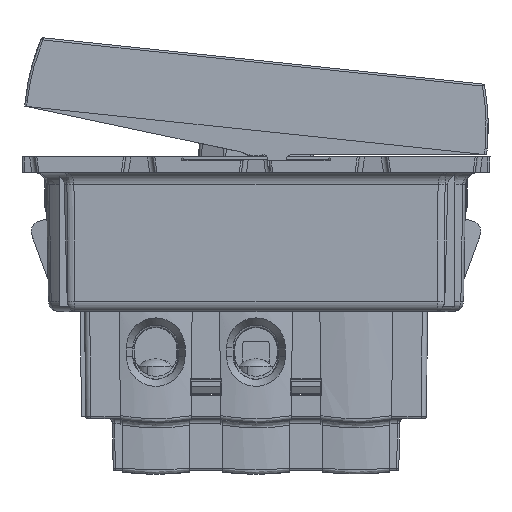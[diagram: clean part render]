
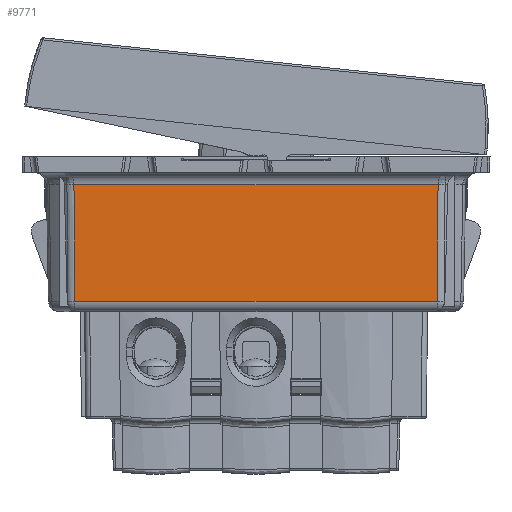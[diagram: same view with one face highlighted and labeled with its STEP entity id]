
A CAD part, left-side view. The second image highlights one B-rep face of the part: STEP entity #9771.
In plain terms, the highlighted planar face has unit normal (-1, 0, -0.018).
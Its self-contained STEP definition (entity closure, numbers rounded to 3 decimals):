
#9742=AXIS2_PLACEMENT_3D('Plane Axis2P3D',#9739,#9740,#9741) ;
#5800=CARTESIAN_POINT('Vertex',(-20.179,17.524,-32.09)) ;
#5803=CARTESIAN_POINT('Line Origine',(-20.179,0.,-32.09)) ;
#5807=CARTESIAN_POINT('Vertex',(-20.179,-17.524,-32.09)) ;
#9739=CARTESIAN_POINT('Axis2P3D Location',(-20.2,0.,-30.911)) ;
#9744=CARTESIAN_POINT('Line Origine',(-19.983,0.,-43.329)) ;
#9748=CARTESIAN_POINT('Vertex',(-19.983,-17.447,-43.329)) ;
#9750=CARTESIAN_POINT('Vertex',(-19.983,17.447,-43.329)) ;
#9754=CARTESIAN_POINT('Control Point',(-19.983,-17.447,-43.329)) ;
#9755=CARTESIAN_POINT('Control Point',(-20.049,-17.473,-39.583)) ;
#9756=CARTESIAN_POINT('Control Point',(-20.114,-17.498,-35.837)) ;
#9757=CARTESIAN_POINT('Control Point',(-20.179,-17.524,-32.09)) ;
#9760=CARTESIAN_POINT('Control Point',(-19.983,17.447,-43.329)) ;
#9761=CARTESIAN_POINT('Control Point',(-20.049,17.473,-39.583)) ;
#9762=CARTESIAN_POINT('Control Point',(-20.114,17.498,-35.837)) ;
#9763=CARTESIAN_POINT('Control Point',(-20.179,17.524,-32.09)) ;
#5804=DIRECTION('Vector Direction',(0.,1.,0.)) ;
#9740=DIRECTION('Axis2P3D Direction',(1.,-0.,0.017)) ;
#9741=DIRECTION('Axis2P3D XDirection',(0.,1.,0.)) ;
#9745=DIRECTION('Vector Direction',(0.,1.,0.)) ;
#5805=VECTOR('Line Direction',#5804,1.) ;
#9746=VECTOR('Line Direction',#9745,1.) ;
#9766=ORIENTED_EDGE('',*,*,#9752,.F.) ;
#9767=ORIENTED_EDGE('',*,*,#9758,.T.) ;
#9768=ORIENTED_EDGE('',*,*,#5809,.T.) ;
#9769=ORIENTED_EDGE('',*,*,#9764,.F.) ;
#9771=ADVANCED_FACE('572046/572046E (Double Pole Switch 20AX 1 way 2 mod)_AllCATPart.1\\Corps principal',(#9770),#9743,.F.) ;
#9753=B_SPLINE_CURVE_WITH_KNOTS('',3,(#9754,#9755,#9756,#9757),.UNSPECIFIED.,.F.,.U.,(4,4),(4.847,20.743),.UNSPECIFIED.) ;
#9759=B_SPLINE_CURVE_WITH_KNOTS('',3,(#9760,#9761,#9762,#9763),.UNSPECIFIED.,.F.,.U.,(4,4),(4.847,20.743),.UNSPECIFIED.) ;
#5809=EDGE_CURVE('',#5808,#5801,#5806,.T.) ;
#9752=EDGE_CURVE('',#9749,#9751,#9747,.T.) ;
#9758=EDGE_CURVE('',#9749,#5808,#9753,.T.) ;
#9764=EDGE_CURVE('',#9751,#5801,#9759,.T.) ;
#9765=EDGE_LOOP('',(#9766,#9767,#9768,#9769)) ;
#9770=FACE_OUTER_BOUND('',#9765,.T.) ;
#5806=LINE('Line',#5803,#5805) ;
#9747=LINE('Line',#9744,#9746) ;
#9743=PLANE('',#9742) ;
#5801=VERTEX_POINT('',#5800) ;
#5808=VERTEX_POINT('',#5807) ;
#9749=VERTEX_POINT('',#9748) ;
#9751=VERTEX_POINT('',#9750) ;
